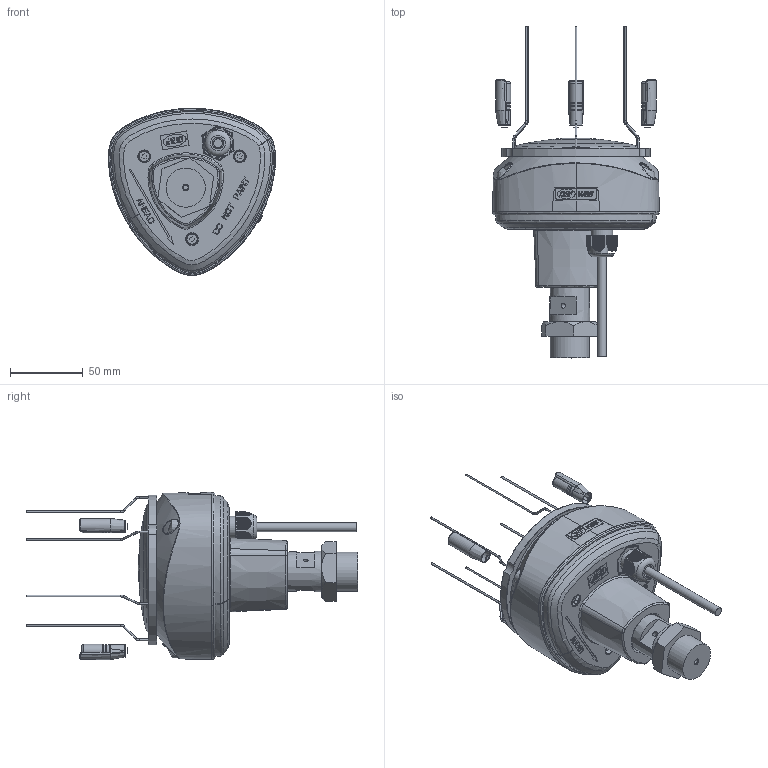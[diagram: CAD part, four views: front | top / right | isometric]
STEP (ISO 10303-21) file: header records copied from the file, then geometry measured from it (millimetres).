
FILE_DESCRIPTION(/* description */ (''),/* implementation_level */ '2;1');
FILE_NAME(/* name */ 'WSS550_3D CAD_20250212.stp',/* time_stamp */ '2025-02-12T10:41:09+01:00',/* author */ ('JDI'),/* organization */ (''),/* preprocessor_version */ 'ST-DEVELOPER v19.2',/* originating_system */ 'Autodesk Inventor 2023',/* authorisation */ '');
FILE_SCHEMA (('AUTOMOTIVE_DESIGN { 1 0 10303 214 3 1 1 }'));
Products named in the file (1): WSS550_assembly_Simplify_1
Bounding box: 115.02 x 228.45 x 115.28 mm (x, y, z)
Volume: 181955 mm3; surface area: 133723.4 mm2
Topology: 2 solids, 2 shells, 2644 faces, 7117 edges, 4557 vertices
Faces by surface type: plane 1722, cylinder 346, bspline 267, cone 171, torus 115, sphere 23
Full cylindrical faces by diameter (mm): 0.17 x4, 0.3 x2, 1.3 x18, 1.5 x14, 1.6 x3, 1.8 x8, 2 x1, 2.5 x4, 3 x6, 3.3 x4, 3.4 x2, 3.45 x1, 3.5 x1, 4 x3, 5.2 x3, 5.8 x3, 6 x1, 6.35 x3, 7 x3, 8 x2, 8.2 x3, 8.8 x3, 9.9 x1, 15 x2, 27 x1
Entity records: 125624 total; most frequent: CARTESIAN_POINT 58981, ORIENTED_EDGE 14200, DIRECTION 12239, EDGE_CURVE 7100, VERTEX_POINT 4558, AXIS2_PLACEMENT_3D 4124, LINE 3991, VECTOR 3991
